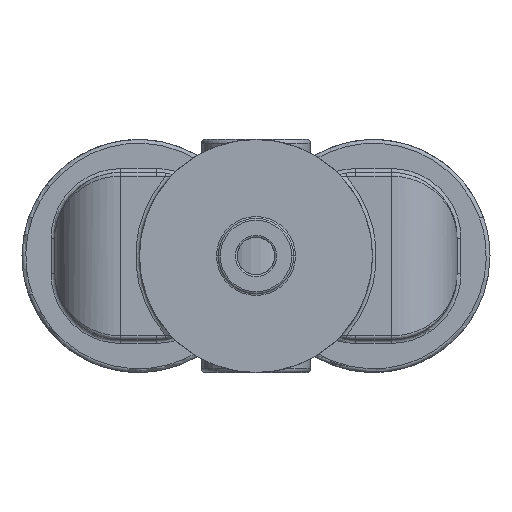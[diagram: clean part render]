
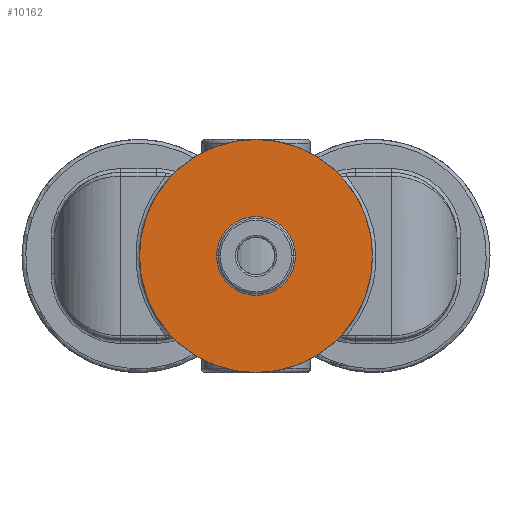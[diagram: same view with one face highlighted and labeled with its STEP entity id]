
A CAD part, front view. The second image highlights one B-rep face of the part: STEP entity #10162.
In plain terms, the highlighted planar face has unit normal (0, -1, 0).
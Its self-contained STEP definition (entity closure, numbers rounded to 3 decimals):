
#9954=CARTESIAN_POINT('Vertex',(-6.2,8.,0.)) ;
#9961=CARTESIAN_POINT('Vertex',(6.2,8.,0.)) ;
#9964=CARTESIAN_POINT('Axis2P3D Location',(0.,8.,0.)) ;
#9987=CARTESIAN_POINT('Axis2P3D Location',(0.,8.,0.)) ;
#10135=CARTESIAN_POINT('Axis2P3D Location',(0.,8.,0.)) ;
#10144=CARTESIAN_POINT('Axis2P3D Location',(0.,8.,0.)) ;
#10148=CARTESIAN_POINT('Vertex',(2.1,8.,0.)) ;
#10150=CARTESIAN_POINT('Vertex',(-2.1,8.,0.)) ;
#10153=CARTESIAN_POINT('Axis2P3D Location',(0.,8.,0.)) ;
#9965=DIRECTION('Axis2P3D Direction',(-0.,1.,0.)) ;
#9988=DIRECTION('Axis2P3D Direction',(-0.,1.,0.)) ;
#10136=DIRECTION('Axis2P3D Direction',(0.,1.,0.)) ;
#10137=DIRECTION('Axis2P3D XDirection',(0.,0.,1.)) ;
#10145=DIRECTION('Axis2P3D Direction',(0.,1.,0.)) ;
#10154=DIRECTION('Axis2P3D Direction',(0.,1.,0.)) ;
#9966=AXIS2_PLACEMENT_3D('Circle Axis2P3D',#9964,#9965,$) ;
#9989=AXIS2_PLACEMENT_3D('Circle Axis2P3D',#9987,#9988,$) ;
#10138=AXIS2_PLACEMENT_3D('Plane Axis2P3D',#10135,#10136,#10137) ;
#10146=AXIS2_PLACEMENT_3D('Circle Axis2P3D',#10144,#10145,$) ;
#10155=AXIS2_PLACEMENT_3D('Circle Axis2P3D',#10153,#10154,$) ;
#10141=ORIENTED_EDGE('',*,*,#9968,.F.) ;
#10142=ORIENTED_EDGE('',*,*,#9991,.F.) ;
#10159=ORIENTED_EDGE('',*,*,#10152,.T.) ;
#10160=ORIENTED_EDGE('',*,*,#10157,.T.) ;
#10161=FACE_BOUND('',#10158,.T.) ;
#10162=ADVANCED_FACE('PR565B-04',(#10143,#10161),#10139,.F.) ;
#9967=CIRCLE('generated circle',#9966,6.2) ;
#9990=CIRCLE('generated circle',#9989,6.2) ;
#10147=CIRCLE('generated circle',#10146,2.1) ;
#10156=CIRCLE('generated circle',#10155,2.1) ;
#9968=EDGE_CURVE('',#9962,#9955,#9967,.T.) ;
#9991=EDGE_CURVE('',#9955,#9962,#9990,.T.) ;
#10152=EDGE_CURVE('',#10149,#10151,#10147,.T.) ;
#10157=EDGE_CURVE('',#10151,#10149,#10156,.T.) ;
#10140=EDGE_LOOP('',(#10141,#10142)) ;
#10158=EDGE_LOOP('',(#10159,#10160)) ;
#10143=FACE_OUTER_BOUND('',#10140,.T.) ;
#10139=PLANE('',#10138) ;
#9955=VERTEX_POINT('',#9954) ;
#9962=VERTEX_POINT('',#9961) ;
#10149=VERTEX_POINT('',#10148) ;
#10151=VERTEX_POINT('',#10150) ;
